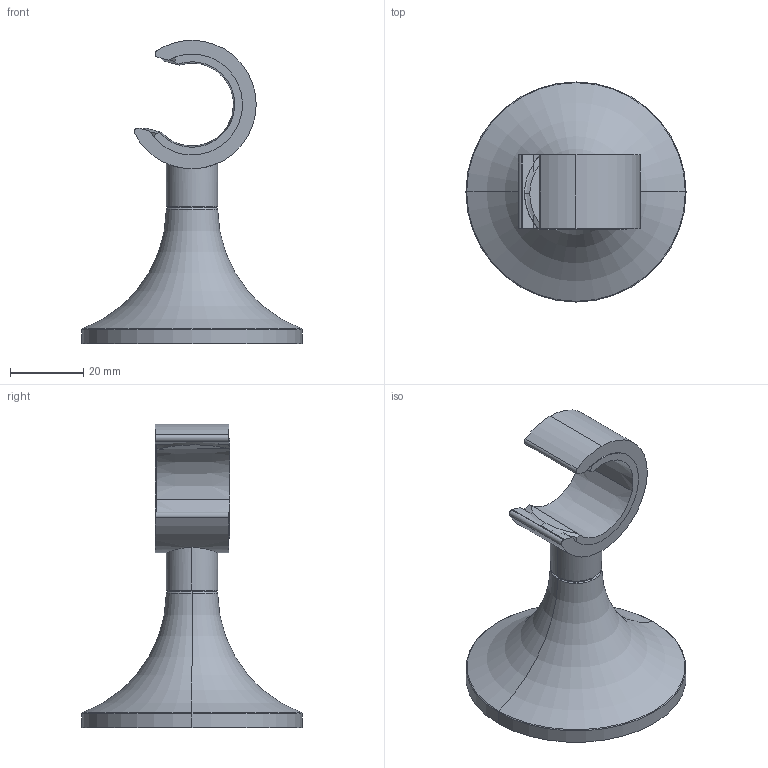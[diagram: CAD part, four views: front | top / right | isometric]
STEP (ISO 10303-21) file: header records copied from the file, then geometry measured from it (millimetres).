
FILE_DESCRIPTION (( 'STEP AP203' ), '1' );
FILE_NAME ('28.050.809.STEP', '2017-11-30T13:26:49', ( '' ), ( '' ), 'SwSTEP 2.0', 'SolidWorks 2017', '' );
FILE_SCHEMA (( 'CONFIG_CONTROL_DESIGN' ));
Length unit declared in the file: millimetre
Products named in the file (4): Planungsmodell_Huelse-+-28.050.780-01_ _K1; 28.050.809; Planungsmodell_Brausehalter-+-04.28.10.029.01.94-01_-_K4; Planungsmodell_Rosette-+-08.27.80.500.90-01_K3_D60x37_D14
Assembly tree (3 placements, depth 2):
  28.050.809
    Planungsmodell_Rosette-+-08.27.80.500.90-01_K3_D60x37_D14
    Planungsmodell_Brausehalter-+-04.28.10.029.01.94-01_-_K4
    Planungsmodell_Huelse-+-28.050.780-01_ _K1
Bounding box: 60 x 60 x 82.7 mm (x, y, z)
Volume: 43893.9 mm3; surface area: 14817.9 mm2
Topology: 3 solids, 3 shells, 46 faces, 111 edges, 72 vertices
Faces by surface type: cylinder 21, plane 14, torus 6, cone 5
Entity records: 1899 total; most frequent: CARTESIAN_POINT 408, DIRECTION 245, ORIENTED_EDGE 222, EDGE_CURVE 111, AXIS2_PLACEMENT_3D 107, VERTEX_POINT 72, CIRCLE 55, EDGE_LOOP 47
